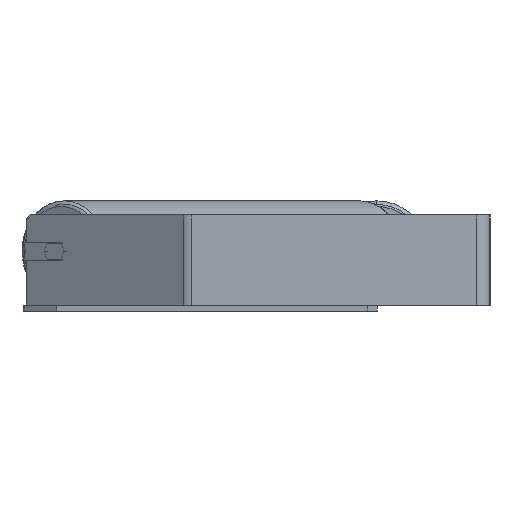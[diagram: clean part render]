
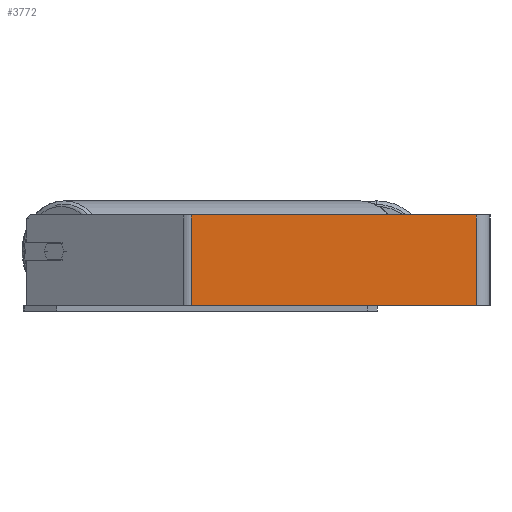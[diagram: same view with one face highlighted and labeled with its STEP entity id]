
A CAD part, left-side view. The second image highlights one B-rep face of the part: STEP entity #3772.
In plain terms, the highlighted planar face has unit normal (-1, 0, 0).
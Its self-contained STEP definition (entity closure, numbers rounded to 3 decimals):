
#2 = ORIENTED_EDGE ( 'NONE', *, *, #5152, .F. ) ;
#158 = ORIENTED_EDGE ( 'NONE', *, *, #5998, .F. ) ;
#453 = VERTEX_POINT ( 'NONE', #2980 ) ;
#884 = VECTOR ( 'NONE', #3586, 1000. ) ;
#962 = ORIENTED_EDGE ( 'NONE', *, *, #8978, .T. ) ;
#1400 = EDGE_LOOP ( 'NONE', ( #962, #158, #2, #1941 ) ) ;
#1432 = CARTESIAN_POINT ( 'NONE',  ( -745., 264.088, 40. ) ) ;
#1629 = LINE ( 'NONE', #3801, #7509 ) ;
#1941 = ORIENTED_EDGE ( 'NONE', *, *, #5406, .T. ) ;
#2089 = LINE ( 'NONE', #4285, #8935 ) ;
#2387 = AXIS2_PLACEMENT_3D ( 'NONE', #2737, #4727, #6872 ) ;
#2737 = CARTESIAN_POINT ( 'NONE',  ( -745., 267.872, 40. ) ) ;
#2777 = CARTESIAN_POINT ( 'NONE',  ( -745., 264.088, -40. ) ) ;
#2980 = CARTESIAN_POINT ( 'NONE',  ( -745., 12., -40. ) ) ;
#3586 = DIRECTION ( 'NONE',  ( 0., -1., 0. ) ) ;
#3772 = ADVANCED_FACE ( 'NONE', ( #6293 ), #6975, .F. ) ;
#3801 = CARTESIAN_POINT ( 'NONE',  ( -745., 267.872, -40. ) ) ;
#3986 = VERTEX_POINT ( 'NONE', #5073 ) ;
#4015 = CARTESIAN_POINT ( 'NONE',  ( -745., 264.088, 40. ) ) ;
#4132 = CARTESIAN_POINT ( 'NONE',  ( -745., 267.872, 40. ) ) ;
#4285 = CARTESIAN_POINT ( 'NONE',  ( -745., 12., 40. ) ) ;
#4727 = DIRECTION ( 'NONE',  ( 1., 0., 0. ) ) ;
#5073 = CARTESIAN_POINT ( 'NONE',  ( -745., 12., 40. ) ) ;
#5152 = EDGE_CURVE ( 'NONE', #8038, #3986, #8517, .T. ) ;
#5205 = DIRECTION ( 'NONE',  ( 0., -1., 0. ) ) ;
#5406 = EDGE_CURVE ( 'NONE', #8038, #7477, #7641, .T. ) ;
#5998 = EDGE_CURVE ( 'NONE', #3986, #453, #2089, .T. ) ;
#6293 = FACE_OUTER_BOUND ( 'NONE', #1400, .T. ) ;
#6872 = DIRECTION ( 'NONE',  ( 0., 0., -1. ) ) ;
#6975 = PLANE ( 'NONE',  #2387 ) ;
#7182 = DIRECTION ( 'NONE',  ( 0., 0., -1. ) ) ;
#7477 = VERTEX_POINT ( 'NONE', #2777 ) ;
#7505 = DIRECTION ( 'NONE',  ( 0., 0., -1. ) ) ;
#7509 = VECTOR ( 'NONE', #5205, 1000. ) ;
#7641 = LINE ( 'NONE', #4015, #7735 ) ;
#7735 = VECTOR ( 'NONE', #7505, 1000. ) ;
#8038 = VERTEX_POINT ( 'NONE', #1432 ) ;
#8517 = LINE ( 'NONE', #4132, #884 ) ;
#8935 = VECTOR ( 'NONE', #7182, 1000. ) ;
#8978 = EDGE_CURVE ( 'NONE', #7477, #453, #1629, .T. ) ;
